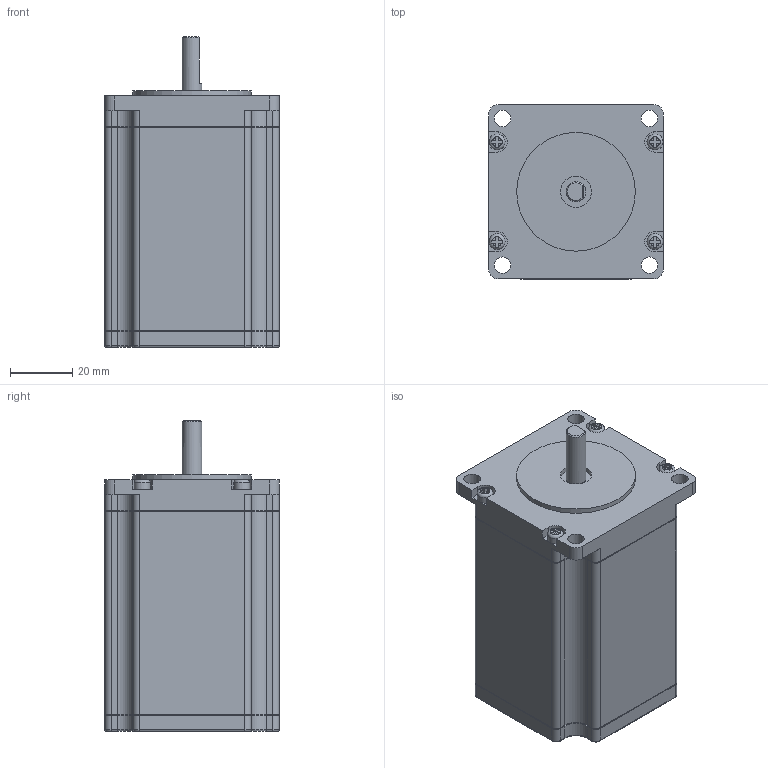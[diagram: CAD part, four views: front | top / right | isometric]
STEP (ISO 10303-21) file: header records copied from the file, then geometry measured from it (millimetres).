
FILE_DESCRIPTION(/* description */ (''),/* implementation_level */ '2;1');
FILE_NAME(/* name */ 'HW1462EC-Nema 23 Stepper Motor - High Torque - 1.8deg, 345oz-in.step',/* time_stamp */ '2022-10-11T10:46:04+01:00',/* author */ (''),/* organization */ (''),/* preprocessor_version */ 'ST-DEVELOPER v19',/* originating_system */ 'Autodesk Translation Framework v11.7.0.108',/* authorisation */ '');
FILE_SCHEMA (('AUTOMOTIVE_DESIGN { 1 0 10303 214 3 1 1 }'));
Length unit declared in the file: millimetre
Products named in the file (1): HW1462EC
Bounding box: 56 x 56 x 99.8 mm (x, y, z)
Volume: 231055.3 mm3; surface area: 24526.7 mm2
Topology: 1 solids, 1 shells, 266 faces, 726 edges, 474 vertices
Faces by surface type: plane 157, cylinder 92, torus 16, cone 1
Full cylindrical faces by diameter (mm): 5.1 x4, 5.3 x4, 6.35 x1, 10 x2, 38.1 x1
Entity records: 8647 total; most frequent: CARTESIAN_POINT 1653, ORIENTED_EDGE 1452, DIRECTION 1425, EDGE_CURVE 726, AXIS2_PLACEMENT_3D 486, VERTEX_POINT 474, LINE 453, VECTOR 453
